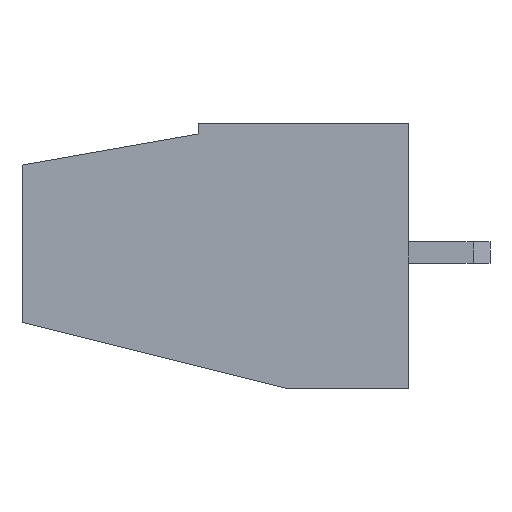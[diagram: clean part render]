
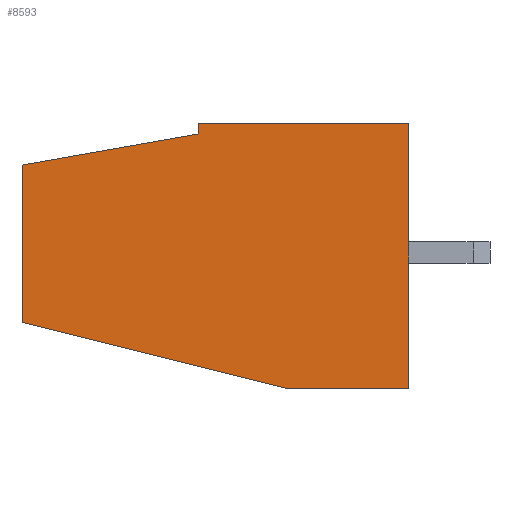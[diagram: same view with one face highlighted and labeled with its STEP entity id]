
A CAD part, left-side view. The second image highlights one B-rep face of the part: STEP entity #8593.
In plain terms, the highlighted planar face has unit normal (-1, 0, 0).
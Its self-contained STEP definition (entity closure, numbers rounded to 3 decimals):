
#8593 = ADVANCED_FACE('',(#8594),#8608,.F.);
#8594 = FACE_BOUND('',#8595,.F.);
#8595 = EDGE_LOOP('',(#8596,#8629,#8655,#8681,#8707,#8733,#8759));
#8596 = ORIENTED_EDGE('',*,*,#8597,.T.);
#8597 = EDGE_CURVE('',#8598,#8600,#8602,.T.);
#8598 = VERTEX_POINT('',#8599);
#8599 = CARTESIAN_POINT('',(-5.079,6.604,-2.991));
#8600 = VERTEX_POINT('',#8601);
#8601 = CARTESIAN_POINT('',(-5.079,6.604,2.9));
#8602 = SURFACE_CURVE('',#8603,(#8607,#8618),.PCURVE_S1.);
#8603 = LINE('',#8604,#8605);
#8604 = CARTESIAN_POINT('',(-5.079,6.604,-5.493));
#8605 = VECTOR('',#8606,1.);
#8606 = DIRECTION('',(0.,0.,1.));
#8607 = PCURVE('',#8608,#8613);
#8608 = PLANE('',#8609);
#8609 = AXIS2_PLACEMENT_3D('',#8610,#8611,#8612);
#8610 = CARTESIAN_POINT('',(-5.079,-12.396,-7.995));
#8611 = DIRECTION('',(1.,0.,0.));
#8612 = DIRECTION('',(0.,0.,1.));
#8613 = DEFINITIONAL_REPRESENTATION('',(#8614),#8617);
#8614 = B_SPLINE_CURVE_WITH_KNOTS('',1,(#8615,#8616),.UNSPECIFIED.,.F.,
  .F.,(2,2),(1.913,8.982),.PIECEWISE_BEZIER_KNOTS.);
#8615 = CARTESIAN_POINT('',(4.415,-19.));
#8616 = CARTESIAN_POINT('',(11.484,-19.));
#8617 = ( GEOMETRIC_REPRESENTATION_CONTEXT(2) 
PARAMETRIC_REPRESENTATION_CONTEXT() REPRESENTATION_CONTEXT('2D SPACE',''
  ) );
#8618 = PCURVE('',#8619,#8624);
#8619 = PLANE('',#8620);
#8620 = AXIS2_PLACEMENT_3D('',#8621,#8622,#8623);
#8621 = CARTESIAN_POINT('',(-15.24,6.604,-2.991));
#8622 = DIRECTION('',(0.,1.,0.));
#8623 = DIRECTION('',(0.,0.,1.));
#8624 = DEFINITIONAL_REPRESENTATION('',(#8625),#8628);
#8625 = B_SPLINE_CURVE_WITH_KNOTS('',1,(#8626,#8627),.UNSPECIFIED.,.F.,
  .F.,(2,2),(1.913,8.982),.PIECEWISE_BEZIER_KNOTS.);
#8626 = CARTESIAN_POINT('',(-0.589,10.161));
#8627 = CARTESIAN_POINT('',(6.48,10.161));
#8628 = ( GEOMETRIC_REPRESENTATION_CONTEXT(2) 
PARAMETRIC_REPRESENTATION_CONTEXT() REPRESENTATION_CONTEXT('2D SPACE',''
  ) );
#8629 = ORIENTED_EDGE('',*,*,#8630,.T.);
#8630 = EDGE_CURVE('',#8600,#8631,#8633,.T.);
#8631 = VERTEX_POINT('',#8632);
#8632 = CARTESIAN_POINT('',(-5.079,0.,4.064));
#8633 = SURFACE_CURVE('',#8634,(#8638,#8644),.PCURVE_S1.);
#8634 = LINE('',#8635,#8636);
#8635 = CARTESIAN_POINT('',(-5.079,-1.678,4.36));
#8636 = VECTOR('',#8637,1.);
#8637 = DIRECTION('',(0.,-0.985,0.174));
#8638 = PCURVE('',#8608,#8639);
#8639 = DEFINITIONAL_REPRESENTATION('',(#8640),#8643);
#8640 = B_SPLINE_CURVE_WITH_KNOTS('',1,(#8641,#8642),.UNSPECIFIED.,.F.,
  .F.,(2,2),(-9.08,-1.033),.PIECEWISE_BEZIER_KNOTS.);
#8641 = CARTESIAN_POINT('',(10.778,-19.66));
#8642 = CARTESIAN_POINT('',(12.176,-11.736));
#8643 = ( GEOMETRIC_REPRESENTATION_CONTEXT(2) 
PARAMETRIC_REPRESENTATION_CONTEXT() REPRESENTATION_CONTEXT('2D SPACE',''
  ) );
#8644 = PCURVE('',#8645,#8650);
#8645 = PLANE('',#8646);
#8646 = AXIS2_PLACEMENT_3D('',#8647,#8648,#8649);
#8647 = CARTESIAN_POINT('',(-15.24,6.604,2.9));
#8648 = DIRECTION('',(0.,0.174,0.985));
#8649 = DIRECTION('',(0.,-0.985,0.174));
#8650 = DEFINITIONAL_REPRESENTATION('',(#8651),#8654);
#8651 = B_SPLINE_CURVE_WITH_KNOTS('',1,(#8652,#8653),.UNSPECIFIED.,.F.,
  .F.,(2,2),(-9.08,-1.033),.PIECEWISE_BEZIER_KNOTS.);
#8652 = CARTESIAN_POINT('',(-0.671,10.161));
#8653 = CARTESIAN_POINT('',(7.376,10.161));
#8654 = ( GEOMETRIC_REPRESENTATION_CONTEXT(2) 
PARAMETRIC_REPRESENTATION_CONTEXT() REPRESENTATION_CONTEXT('2D SPACE',''
  ) );
#8655 = ORIENTED_EDGE('',*,*,#8656,.T.);
#8656 = EDGE_CURVE('',#8631,#8657,#8659,.T.);
#8657 = VERTEX_POINT('',#8658);
#8658 = CARTESIAN_POINT('',(-5.079,0.,4.445));
#8659 = SURFACE_CURVE('',#8660,(#8664,#8670),.PCURVE_S1.);
#8660 = LINE('',#8661,#8662);
#8661 = CARTESIAN_POINT('',(-5.079,0.,-1.966));
#8662 = VECTOR('',#8663,1.);
#8663 = DIRECTION('',(0.,0.,1.));
#8664 = PCURVE('',#8608,#8665);
#8665 = DEFINITIONAL_REPRESENTATION('',(#8666),#8669);
#8666 = B_SPLINE_CURVE_WITH_KNOTS('',1,(#8667,#8668),.UNSPECIFIED.,.F.,
  .F.,(2,2),(5.992,6.449),.PIECEWISE_BEZIER_KNOTS.);
#8667 = CARTESIAN_POINT('',(12.021,-12.396));
#8668 = CARTESIAN_POINT('',(12.478,-12.396));
#8669 = ( GEOMETRIC_REPRESENTATION_CONTEXT(2) 
PARAMETRIC_REPRESENTATION_CONTEXT() REPRESENTATION_CONTEXT('2D SPACE',''
  ) );
#8670 = PCURVE('',#8671,#8676);
#8671 = PLANE('',#8672);
#8672 = AXIS2_PLACEMENT_3D('',#8673,#8674,#8675);
#8673 = CARTESIAN_POINT('',(-15.24,0.,4.064));
#8674 = DIRECTION('',(0.,1.,0.));
#8675 = DIRECTION('',(0.,0.,1.));
#8676 = DEFINITIONAL_REPRESENTATION('',(#8677),#8680);
#8677 = B_SPLINE_CURVE_WITH_KNOTS('',1,(#8678,#8679),.UNSPECIFIED.,.F.,
  .F.,(2,2),(5.992,6.449),.PIECEWISE_BEZIER_KNOTS.);
#8678 = CARTESIAN_POINT('',(-0.038,10.161));
#8679 = CARTESIAN_POINT('',(0.419,10.161));
#8680 = ( GEOMETRIC_REPRESENTATION_CONTEXT(2) 
PARAMETRIC_REPRESENTATION_CONTEXT() REPRESENTATION_CONTEXT('2D SPACE',''
  ) );
#8681 = ORIENTED_EDGE('',*,*,#8682,.T.);
#8682 = EDGE_CURVE('',#8657,#8683,#8685,.T.);
#8683 = VERTEX_POINT('',#8684);
#8684 = CARTESIAN_POINT('',(-5.079,-7.874,4.445));
#8685 = SURFACE_CURVE('',#8686,(#8690,#8696),.PCURVE_S1.);
#8686 = LINE('',#8687,#8688);
#8687 = CARTESIAN_POINT('',(-5.079,-6.198,4.445));
#8688 = VECTOR('',#8689,1.);
#8689 = DIRECTION('',(0.,-1.,0.));
#8690 = PCURVE('',#8608,#8691);
#8691 = DEFINITIONAL_REPRESENTATION('',(#8692),#8695);
#8692 = B_SPLINE_CURVE_WITH_KNOTS('',1,(#8693,#8694),.UNSPECIFIED.,.F.,
  .F.,(2,2),(-6.985,2.463),.PIECEWISE_BEZIER_KNOTS.);
#8693 = CARTESIAN_POINT('',(12.44,-13.183));
#8694 = CARTESIAN_POINT('',(12.44,-3.735));
#8695 = ( GEOMETRIC_REPRESENTATION_CONTEXT(2) 
PARAMETRIC_REPRESENTATION_CONTEXT() REPRESENTATION_CONTEXT('2D SPACE',''
  ) );
#8696 = PCURVE('',#8697,#8702);
#8697 = PLANE('',#8698);
#8698 = AXIS2_PLACEMENT_3D('',#8699,#8700,#8701);
#8699 = CARTESIAN_POINT('',(-15.24,0.,4.445));
#8700 = DIRECTION('',(0.,0.,1.));
#8701 = DIRECTION('',(0.,-1.,0.));
#8702 = DEFINITIONAL_REPRESENTATION('',(#8703),#8706);
#8703 = B_SPLINE_CURVE_WITH_KNOTS('',1,(#8704,#8705),.UNSPECIFIED.,.F.,
  .F.,(2,2),(-6.985,2.463),.PIECEWISE_BEZIER_KNOTS.);
#8704 = CARTESIAN_POINT('',(-0.787,10.161));
#8705 = CARTESIAN_POINT('',(8.661,10.161));
#8706 = ( GEOMETRIC_REPRESENTATION_CONTEXT(2) 
PARAMETRIC_REPRESENTATION_CONTEXT() REPRESENTATION_CONTEXT('2D SPACE',''
  ) );
#8707 = ORIENTED_EDGE('',*,*,#8708,.T.);
#8708 = EDGE_CURVE('',#8683,#8709,#8711,.T.);
#8709 = VERTEX_POINT('',#8710);
#8710 = CARTESIAN_POINT('',(-5.079,-7.874,-5.461));
#8711 = SURFACE_CURVE('',#8712,(#8716,#8722),.PCURVE_S1.);
#8712 = LINE('',#8713,#8714);
#8713 = CARTESIAN_POINT('',(-5.079,-7.874,-1.775));
#8714 = VECTOR('',#8715,1.);
#8715 = DIRECTION('',(0.,0.,-1.));
#8716 = PCURVE('',#8608,#8717);
#8717 = DEFINITIONAL_REPRESENTATION('',(#8718),#8721);
#8718 = B_SPLINE_CURVE_WITH_KNOTS('',1,(#8719,#8720),.UNSPECIFIED.,.F.,
  .F.,(2,2),(-7.211,4.676),.PIECEWISE_BEZIER_KNOTS.);
#8719 = CARTESIAN_POINT('',(13.431,-4.522));
#8720 = CARTESIAN_POINT('',(1.544,-4.522));
#8721 = ( GEOMETRIC_REPRESENTATION_CONTEXT(2) 
PARAMETRIC_REPRESENTATION_CONTEXT() REPRESENTATION_CONTEXT('2D SPACE',''
  ) );
#8722 = PCURVE('',#8723,#8728);
#8723 = PLANE('',#8724);
#8724 = AXIS2_PLACEMENT_3D('',#8725,#8726,#8727);
#8725 = CARTESIAN_POINT('',(-15.24,-7.874,4.445));
#8726 = DIRECTION('',(0.,-1.,0.));
#8727 = DIRECTION('',(0.,0.,-1.));
#8728 = DEFINITIONAL_REPRESENTATION('',(#8729),#8732);
#8729 = B_SPLINE_CURVE_WITH_KNOTS('',1,(#8730,#8731),.UNSPECIFIED.,.F.,
  .F.,(2,2),(-7.211,4.676),.PIECEWISE_BEZIER_KNOTS.);
#8730 = CARTESIAN_POINT('',(-0.991,10.161));
#8731 = CARTESIAN_POINT('',(10.897,10.161));
#8732 = ( GEOMETRIC_REPRESENTATION_CONTEXT(2) 
PARAMETRIC_REPRESENTATION_CONTEXT() REPRESENTATION_CONTEXT('2D SPACE',''
  ) );
#8733 = ORIENTED_EDGE('',*,*,#8734,.T.);
#8734 = EDGE_CURVE('',#8709,#8735,#8737,.T.);
#8735 = VERTEX_POINT('',#8736);
#8736 = CARTESIAN_POINT('',(-5.079,-3.302,-5.461));
#8737 = SURFACE_CURVE('',#8738,(#8742,#8748),.PCURVE_S1.);
#8738 = LINE('',#8739,#8740);
#8739 = CARTESIAN_POINT('',(-5.079,-10.135,-5.461));
#8740 = VECTOR('',#8741,1.);
#8741 = DIRECTION('',(-0.,1.,0.));
#8742 = PCURVE('',#8608,#8743);
#8743 = DEFINITIONAL_REPRESENTATION('',(#8744),#8747);
#8744 = B_SPLINE_CURVE_WITH_KNOTS('',1,(#8745,#8746),.UNSPECIFIED.,.F.,
  .F.,(2,2),(1.804,7.29),.PIECEWISE_BEZIER_KNOTS.);
#8745 = CARTESIAN_POINT('',(2.534,-4.065));
#8746 = CARTESIAN_POINT('',(2.534,-9.551));
#8747 = ( GEOMETRIC_REPRESENTATION_CONTEXT(2) 
PARAMETRIC_REPRESENTATION_CONTEXT() REPRESENTATION_CONTEXT('2D SPACE',''
  ) );
#8748 = PCURVE('',#8749,#8754);
#8749 = PLANE('',#8750);
#8750 = AXIS2_PLACEMENT_3D('',#8751,#8752,#8753);
#8751 = CARTESIAN_POINT('',(-15.24,-7.874,-5.461));
#8752 = DIRECTION('',(0.,0.,-1.));
#8753 = DIRECTION('',(0.,1.,0.));
#8754 = DEFINITIONAL_REPRESENTATION('',(#8755),#8758);
#8755 = B_SPLINE_CURVE_WITH_KNOTS('',1,(#8756,#8757),.UNSPECIFIED.,.F.,
  .F.,(2,2),(1.804,7.29),.PIECEWISE_BEZIER_KNOTS.);
#8756 = CARTESIAN_POINT('',(-0.457,10.161));
#8757 = CARTESIAN_POINT('',(5.029,10.161));
#8758 = ( GEOMETRIC_REPRESENTATION_CONTEXT(2) 
PARAMETRIC_REPRESENTATION_CONTEXT() REPRESENTATION_CONTEXT('2D SPACE',''
  ) );
#8759 = ORIENTED_EDGE('',*,*,#8760,.T.);
#8760 = EDGE_CURVE('',#8735,#8598,#8761,.T.);
#8761 = SURFACE_CURVE('',#8762,(#8766,#8772),.PCURVE_S1.);
#8762 = LINE('',#8763,#8764);
#8763 = CARTESIAN_POINT('',(-5.079,-7.88,-6.603));
#8764 = VECTOR('',#8765,1.);
#8765 = DIRECTION('',(-0.,0.97,0.242));
#8766 = PCURVE('',#8608,#8767);
#8767 = DEFINITIONAL_REPRESENTATION('',(#8768),#8771);
#8768 = B_SPLINE_CURVE_WITH_KNOTS('',1,(#8769,#8770),.UNSPECIFIED.,.F.,
  .F.,(2,2),(3.698,15.949),.PIECEWISE_BEZIER_KNOTS.);
#8769 = CARTESIAN_POINT('',(2.287,-8.103));
#8770 = CARTESIAN_POINT('',(5.251,-19.991));
#8771 = ( GEOMETRIC_REPRESENTATION_CONTEXT(2) 
PARAMETRIC_REPRESENTATION_CONTEXT() REPRESENTATION_CONTEXT('2D SPACE',''
  ) );
#8772 = PCURVE('',#8773,#8778);
#8773 = PLANE('',#8774);
#8774 = AXIS2_PLACEMENT_3D('',#8775,#8776,#8777);
#8775 = CARTESIAN_POINT('',(-15.24,-3.302,-5.461));
#8776 = DIRECTION('',(0.,0.242,-0.97));
#8777 = DIRECTION('',(0.,0.97,0.242));
#8778 = DEFINITIONAL_REPRESENTATION('',(#8779),#8782);
#8779 = B_SPLINE_CURVE_WITH_KNOTS('',1,(#8780,#8781),.UNSPECIFIED.,.F.,
  .F.,(2,2),(3.698,15.949),.PIECEWISE_BEZIER_KNOTS.);
#8780 = CARTESIAN_POINT('',(-1.021,10.161));
#8781 = CARTESIAN_POINT('',(11.23,10.161));
#8782 = ( GEOMETRIC_REPRESENTATION_CONTEXT(2) 
PARAMETRIC_REPRESENTATION_CONTEXT() REPRESENTATION_CONTEXT('2D SPACE',''
  ) );
